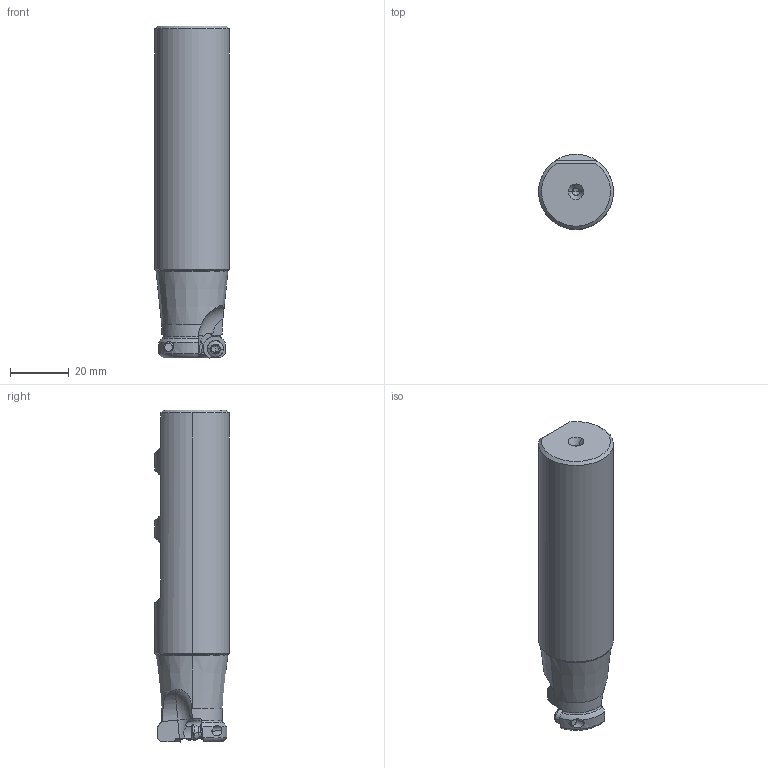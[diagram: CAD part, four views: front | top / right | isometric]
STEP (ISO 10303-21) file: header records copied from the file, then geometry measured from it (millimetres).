
FILE_DESCRIPTION(/* description */ (''),/* implementation_level */ '2;1');
FILE_NAME(/* name */ 'BRP4UNR162W16.stp',/* time_stamp */ '2017-10-10T12:57:54+09:00',/* author */ (''),/* organization */ (''),/* preprocessor_version */ 'ST-DEVELOPER v16',/* originating_system */ 'SIEMENS PLM Software NX 10.0',/* authorisation */ '');
FILE_SCHEMA (('AUTOMOTIVE_DESIGN { 1 0 10303 214 3 1 1 1 }'));
Length unit declared in the file: millimetre
Products named in the file (1): BRP4UNR162W16_ASM
Bounding box: 25.4 x 25.4 x 112.58 mm (x, y, z)
Volume: 50252.7 mm3; surface area: 9918.8 mm2
Topology: 3 solids, 3 shells, 172 faces, 494 edges, 327 vertices
Faces by surface type: cylinder 72, plane 43, cone 25, torus 24, bspline 4, sphere 4
Entity records: 7155 total; most frequent: CARTESIAN_POINT 2526, DIRECTION 977, ORIENTED_EDGE 976, EDGE_CURVE 488, AXIS2_PLACEMENT_3D 419, VERTEX_POINT 327, CIRCLE 214, EDGE_LOOP 181
